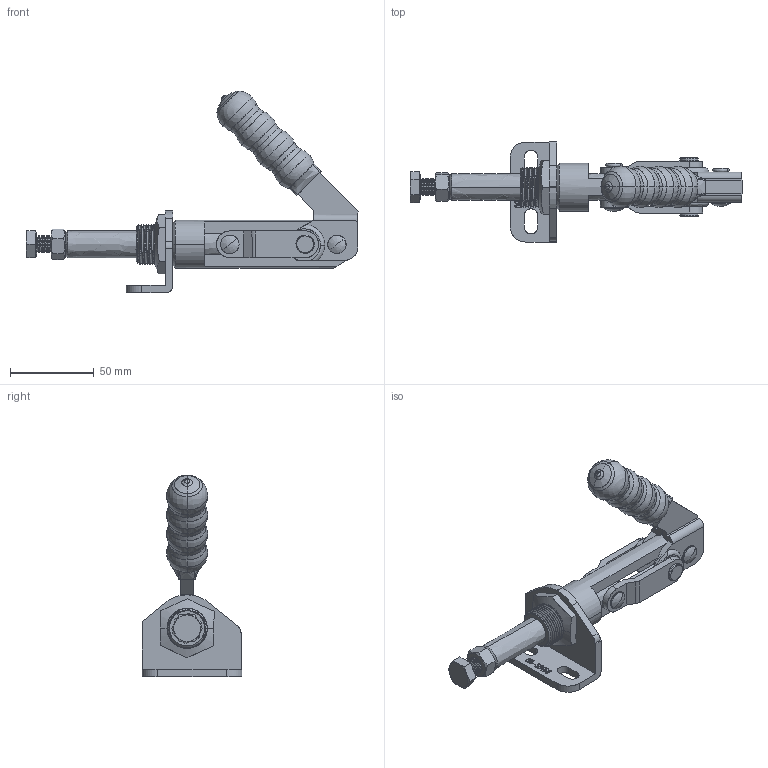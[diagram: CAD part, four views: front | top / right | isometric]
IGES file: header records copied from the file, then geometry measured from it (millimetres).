
Start section: SolidWorks IGES file using analytic representation for surfaces
Global section: file name: GP-195020.IGS; native system: SolidWorks 2019; preprocessor: SolidWorks 2019; author: Engenharia; date: 210209.114553; units: millimetre
Bounding box: 198.43 x 59.73 x 120.57 mm (x, y, z)
Surface area: 62129.6 mm2 (no closed solid volume)
Topology: 0 solids, 0 shells, 752 faces, 9750 edges, 9729 vertices
Faces by surface type: revolution 406, bspline 346
